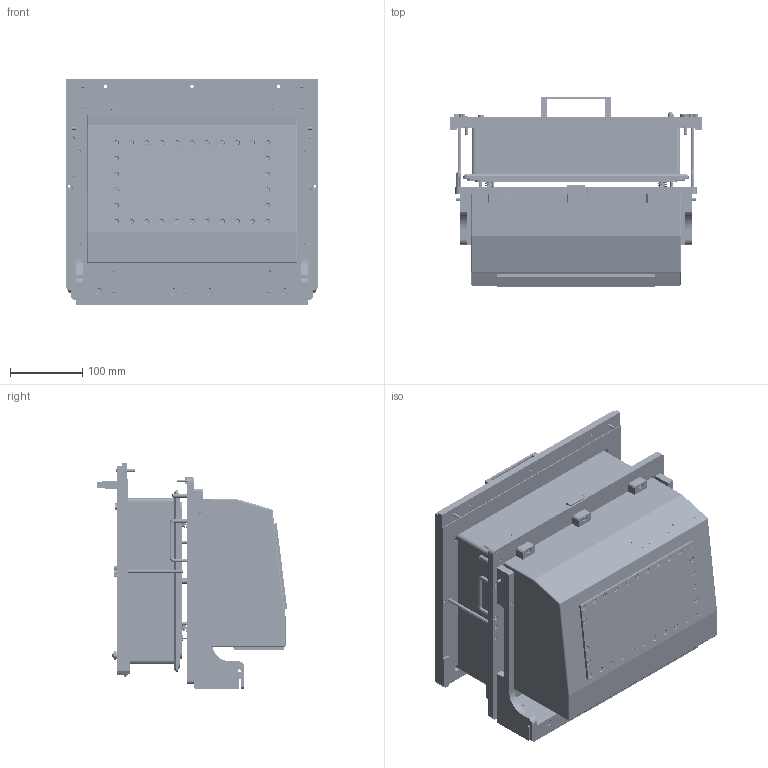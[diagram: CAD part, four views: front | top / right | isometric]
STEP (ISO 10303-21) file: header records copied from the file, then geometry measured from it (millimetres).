
FILE_DESCRIPTION (( 'STEP AP214' ), '1' );
FILE_NAME ('INGUN_154112.STEP', '2025-10-17T07:43:01', ( '' ), ( '' ), 'SwSTEP 2.0', 'SolidWorks 2023', '' );
FILE_SCHEMA (( 'AUTOMOTIVE_DESIGN' ));
Length unit declared in the file: millimetre
Products named in the file (81): 117050~0_S; 38379~0; INGUN_154112; DIN7991~n_M03,0x006; 5015~0; DIN6325~n_06,0m6x030; DIN912~n_M05,0x090; 112521~1_S; 116921~0_<S> 116921_992_12; 112578~1_S; ISO7380~n_M03,0x005; Gewindebuchse~n_M04-04,5 offen; 112037~7_S; DIN6325~n_04,0m6x016; 2528~0; 107905~0_S; ISO7380~n_M04,0x016; 112376~0_<S> 112376_1028; DIN912~n_M03,0x008; 4823~0; DIN6325~n_03,0m6x016; 2196~7; 32903~1_S; DIN6325~n_04,0m6x012; DIN7991~n_M04,0x016; 2229~6; 117011~0_S; 112169~4_S; 114924~0_S; DIN6325~n_03,0m6x024; 41369~1_S; ISO7380~n_M04,0x008; 112374~6; 116737~0_S; ISO7380~n_M03,0x008; 44197~4_S; DIN912~n_M03,0x012; Gewindebuchse~n_M05-03,9 offen; 116726~1_S; 112517~2_S ...
Assembly tree (240 placements, depth 5):
  INGUN_154112
    117011~0_S
      112037~7_S
      112169~4_S
      112484~3
      1607~1
      41369~1_S  x4
      5015~0
      48213~0_S
      ISO7380~n_M03,0x008  x2
      DIN912~n_M04,0x016  x2
      DIN7979~n_04,0m6x020M3  x2
      ISO7380~n_M04,0x016  x4
      ISO7380~n_M04,0x010  x4
      110222~0_S
      ISO7380~n_M04,0x008
      ISO7380~n_M03,0x005
      115170~0_S
        114982~0_S
        115042~0_S
          107905~0_S
      115171~0_S
        114982~0_S
        115042~0_S
          107905~0_S
      116783~1_S  x4
      38379~0  x2
    117010~0_S
      112374~6
      116965~0_S
        112517~2_S
          112517~2
          Gewindebuchse~n_M05-03,9 offen  x2
        112521~1_S
          112521~0_S
          Gewindebuchse~n_M04-04,5 offen  x4
        2196~7  x2
        2229~6  x2
        35419~0  x4
        43627~0_Hub 16mm<Standard>  x4
        41899~3_flexiebel <S>
          KS-113-Master__ADA~ks_KS-113 23
          GKS-114-0015__ADA~gks_Hub = 08,0 <S>
          53731~0
          3917~3_M 3 A
        2528~0  x4
        DIN7991~n_M04,0x010  x4
        ISO7380~n_M04,0x010  x2
      112578~1_S  x2
      117050~0_S
        112015~2
        32898~0_S
        112532~1_S
        32900~0_S
        112531~1_S
        32902~1_S  x2
        32903~1_S  x2
        116737~0_S  x6
        116726~1_S  x6
        DIN7991~n_M03,0x006  x4
Bounding box: 350 x 264.47 x 313 mm (x, y, z)
Volume: 3874315.1 mm3; surface area: 1829210.7 mm2
Topology: 235 solids, 235 shells, 9310 faces, 23639 edges, 15159 vertices
Faces by surface type: cylinder 4626, plane 3268, cone 1158, torus 132, sphere 66, bspline 60
Entity records: 131174 total; most frequent: CARTESIAN_POINT 27060, DIRECTION 22460, ORIENTED_EDGE 19908, EDGE_CURVE 9954, AXIS2_PLACEMENT_3D 8610, VERTEX_POINT 6428, LINE 5240, VECTOR 5240
